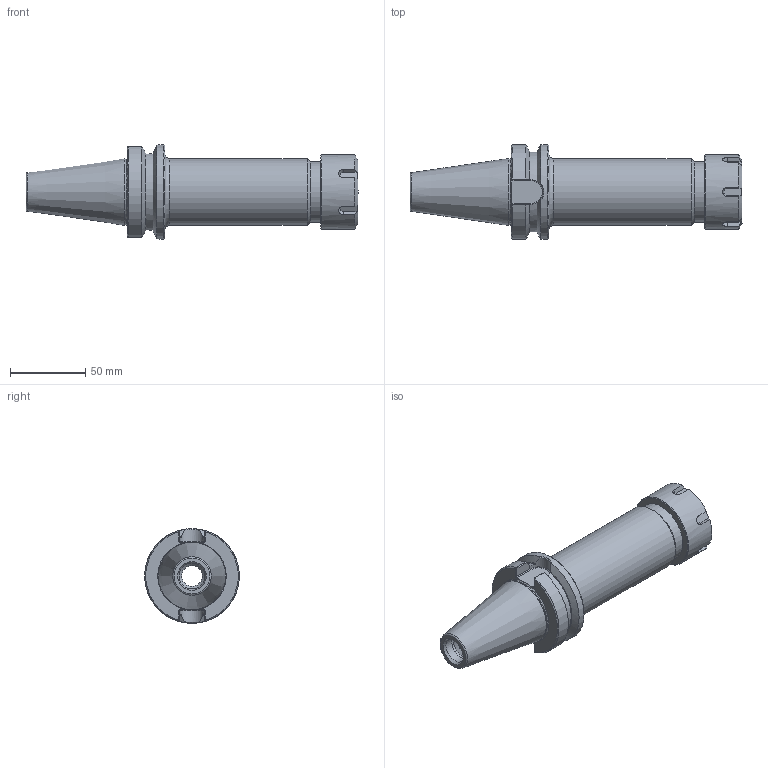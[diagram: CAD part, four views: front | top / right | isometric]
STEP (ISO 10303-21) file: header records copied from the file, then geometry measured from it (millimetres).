
FILE_DESCRIPTION((''),'2;1');
FILE_NAME('B40-32ERP612.iam.stp','2014-06-02T14:15:38',(''),(''),'Autodesk Inventor 2012','Autodesk Inventor 2012','');
FILE_SCHEMA(('AUTOMOTIVE_DESIGN { 1 0 10303 214 1 1 1 1 }'));
Length unit declared in the file: inch
Products named in the file (3): B40-32ERP612; B40-32ER6-1; 32ERPN
Assembly tree (2 placements, depth 2):
  B40-32ERP612
    B40-32ER6-1
    32ERPN
Bounding box: 220.85 x 62.99 x 62.99 mm (x, y, z)
Volume: 267651.7 mm3; surface area: 53864.8 mm2
Topology: 2 solids, 2 shells, 119 faces, 293 edges, 183 vertices
Faces by surface type: plane 47, cone 31, cylinder 29, torus 10, bspline 2
Full cylindrical faces by diameter (mm): 13.843 x1, 17.013 x1, 17.623 x1, 18.923 x1, 23.495 x1, 27 x1, 30.48 x1, 33.147 x1, 38.684 x1, 40 x1, 40.513 x1, 43.942 x1, 44.45 x1, 49.733 x1, 62.992 x1
Entity records: 3583 total; most frequent: CARTESIAN_POINT 866, DIRECTION 526, ORIENTED_EDGE 490, EDGE_CURVE 245, AXIS2_PLACEMENT_3D 217, VERTEX_POINT 177, EDGE_LOOP 170, FACE_OUTER_BOUND 119
